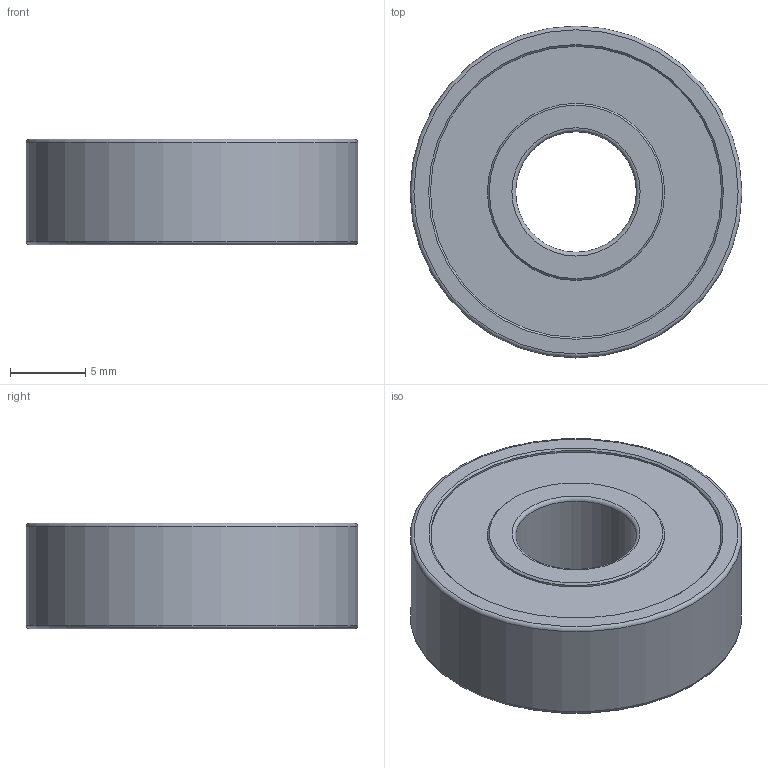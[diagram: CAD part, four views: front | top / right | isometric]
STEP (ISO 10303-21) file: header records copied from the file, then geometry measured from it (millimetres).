
FILE_DESCRIPTION(('FreeCAD Model'),'2;1');
FILE_NAME('608_bearing.step', '2016-11-15T13:35:57',('Author'),(''), 'Open CASCADE STEP processor 6.8','FreeCAD','Unknown');
FILE_SCHEMA(('AUTOMOTIVE_DESIGN_CC2 { 1 2 10303 214 -1 1 5 4 }'));
Length unit declared in the file: millimetre
Products named in the file (2): ASSEMBLY; Chamfer
Assembly tree (1 placements, depth 2):
  ASSEMBLY
    Chamfer
Bounding box: 22 x 22 x 7 mm (x, y, z)
Volume: 2213 mm3; surface area: 1333.7 mm2
Topology: 1 solids, 1 shells, 20 faces, 34 edges, 20 vertices
Faces by surface type: plane 6, cylinder 6, cone 4, torus 4
Full cylindrical faces by diameter (mm): 8 x1, 11.75 x2, 19.3 x2, 22 x1
Entity records: 977 total; most frequent: CARTESIAN_POINT 220, DIRECTION 144, ORIENTED_EDGE 68, PCURVE 68, DEFINITIONAL_REPRESENTATION 68, LINE 50, VECTOR 50, AXIS2_PLACEMENT_3D 46
